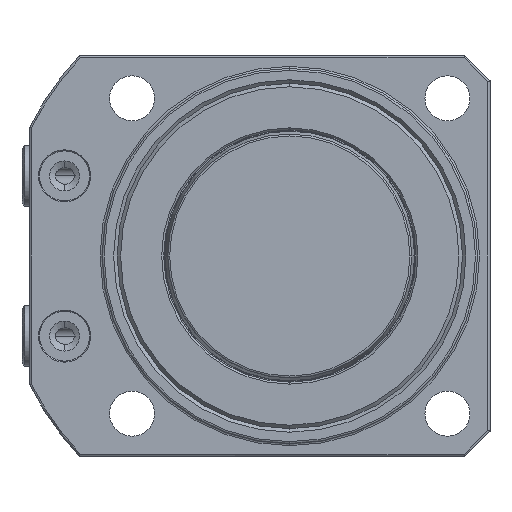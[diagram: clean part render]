
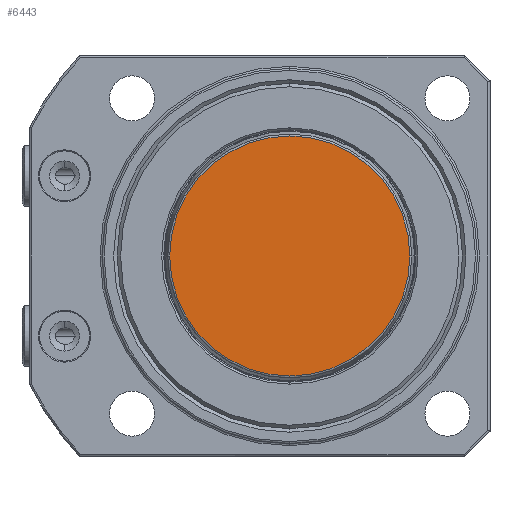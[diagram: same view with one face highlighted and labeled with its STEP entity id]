
A CAD part, front view. The second image highlights one B-rep face of the part: STEP entity #6443.
In plain terms, the highlighted planar face has unit normal (0, -1, 0).
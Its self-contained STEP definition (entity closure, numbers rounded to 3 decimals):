
#62 = CARTESIAN_POINT ( 'NONE',  ( 0., 0., 0. ) ) ;
#63 = DIRECTION ( 'NONE',  ( 0., -1., 0. ) ) ;
#64 = DIRECTION ( 'NONE',  ( 0., 0., 1. ) ) ;
#86 = CARTESIAN_POINT ( 'NONE',  ( 0., 0., 0. ) ) ;
#87 = DIRECTION ( 'NONE',  ( 0., -1., 0. ) ) ;
#88 = DIRECTION ( 'NONE',  ( 0., 0., 1. ) ) ;
#628 = AXIS2_PLACEMENT_3D ( 'NONE', #4056, #4057, #4058 ) ;
#634 = FACE_OUTER_BOUND ( 'NONE', #1563, .T. ) ;
#990 = AXIS2_PLACEMENT_3D ( 'NONE', #86, #87, #88 ) ;
#1013 = AXIS2_PLACEMENT_3D ( 'NONE', #62, #63, #64 ) ;
#1170 = EDGE_CURVE ( 'NONE', #2996, #2997, #7495, .T. ) ;
#1178 = EDGE_CURVE ( 'NONE', #2997, #2996, #7489, .T. ) ;
#1563 = EDGE_LOOP ( 'NONE', ( #7814, #7815 ) ) ;
#2996 = VERTEX_POINT ( 'NONE', #6722 ) ;
#2997 = VERTEX_POINT ( 'NONE', #6723 ) ;
#4055 = PLANE ( 'NONE',  #628 ) ;
#4056 = CARTESIAN_POINT ( 'NONE',  ( 24.272, 0., 0. ) ) ;
#4057 = DIRECTION ( 'NONE',  ( 0., 1., 0. ) ) ;
#4058 = DIRECTION ( 'NONE',  ( 0., 0., 1. ) ) ;
#6443 = ADVANCED_FACE ( 'NONE', ( #634 ), #4055, .F. ) ;
#6722 = CARTESIAN_POINT ( 'NONE',  ( 0., 0., 23.992 ) ) ;
#6723 = CARTESIAN_POINT ( 'NONE',  ( 0., 0., -23.992 ) ) ;
#7489 = CIRCLE ( 'NONE', #990, 23.992 ) ;
#7495 = CIRCLE ( 'NONE', #1013, 23.992 ) ;
#7814 = ORIENTED_EDGE ( 'NONE', *, *, #1170, .T. ) ;
#7815 = ORIENTED_EDGE ( 'NONE', *, *, #1178, .T. ) ;
